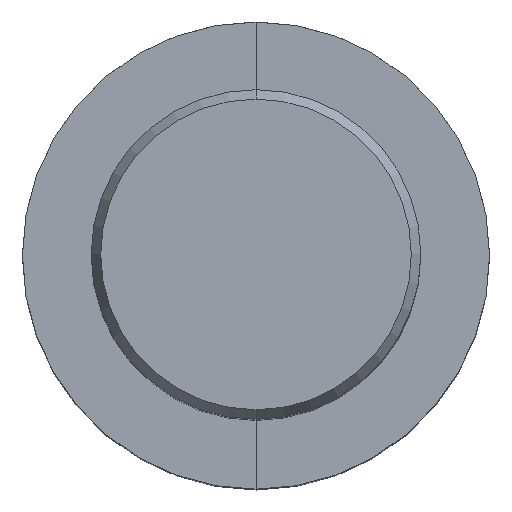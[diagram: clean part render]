
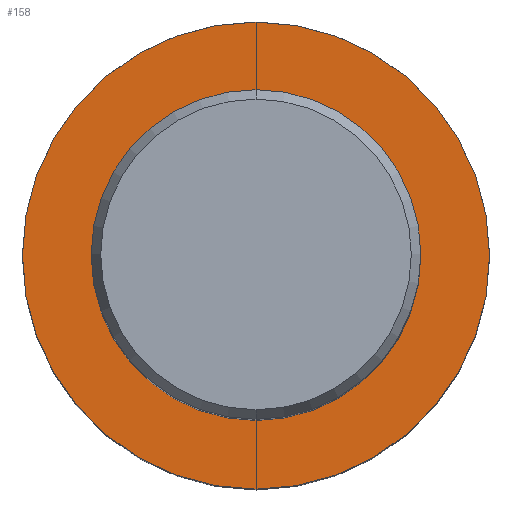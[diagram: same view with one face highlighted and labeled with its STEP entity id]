
A CAD part, top view. The second image highlights one B-rep face of the part: STEP entity #158.
In plain terms, the highlighted planar face has unit normal (0, 0, 1).
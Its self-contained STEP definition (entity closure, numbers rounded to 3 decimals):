
#144=VERTEX_POINT('',#305);
#158=ADVANCED_FACE('',(#320,#321),#322,.T.);
#170=EDGE_CURVE('',#238,#190,#335,.T.);
#182=VERTEX_POINT('',#348);
#190=VERTEX_POINT('',#358);
#198=EDGE_CURVE('',#182,#144,#367,.T.);
#200=EDGE_CURVE('',#144,#182,#369,.T.);
#216=EDGE_CURVE('',#190,#238,#389,.T.);
#238=VERTEX_POINT('',#415);
#305=CARTESIAN_POINT('',(0.0,15.875,-63.49));
#320=FACE_OUTER_BOUND('',#507,.T.);
#321=FACE_BOUND('',#508,.T.);
#322=PLANE('',#509);
#335=CIRCLE('',#526,22.495);
#348=CARTESIAN_POINT('',(0.,-15.875,-63.49));
#358=CARTESIAN_POINT('',(0.,-22.495,-63.49));
#367=CIRCLE('',#564,15.875);
#369=CIRCLE('',#567,15.875);
#389=CIRCLE('',#592,22.495);
#415=CARTESIAN_POINT('',(0.0,22.495,-63.49));
#507=EDGE_LOOP('',(#693,#694));
#508=EDGE_LOOP('',(#695,#696));
#509=AXIS2_PLACEMENT_3D('',#697,#698,#699);
#526=AXIS2_PLACEMENT_3D('',#712,#713,#714);
#564=AXIS2_PLACEMENT_3D('',#748,#749,#750);
#567=AXIS2_PLACEMENT_3D('',#751,#752,#753);
#592=AXIS2_PLACEMENT_3D('',#784,#785,#786);
#693=ORIENTED_EDGE('',*,*,#170,.F.);
#694=ORIENTED_EDGE('',*,*,#216,.F.);
#695=ORIENTED_EDGE('',*,*,#200,.T.);
#696=ORIENTED_EDGE('',*,*,#198,.T.);
#697=CARTESIAN_POINT('',(0.0,19.185,-63.49));
#698=DIRECTION('',(-0.0,0.0,1.0));
#699=DIRECTION('',(0.0,-1.0,0.0));
#712=CARTESIAN_POINT('',(0.0,0.0,-63.49));
#713=DIRECTION('',(0.0,0.0,-1.0));
#714=DIRECTION('',(0.0,1.0,0.0));
#748=CARTESIAN_POINT('',(0.0,0.0,-63.49));
#749=DIRECTION('',(0.0,0.0,-1.0));
#750=DIRECTION('',(0.0,1.0,0.0));
#751=CARTESIAN_POINT('',(0.0,0.0,-63.49));
#752=DIRECTION('',(0.0,0.0,-1.0));
#753=DIRECTION('',(0.0,1.0,0.0));
#784=CARTESIAN_POINT('',(0.0,0.0,-63.49));
#785=DIRECTION('',(0.0,0.0,-1.0));
#786=DIRECTION('',(0.0,1.0,0.0));
